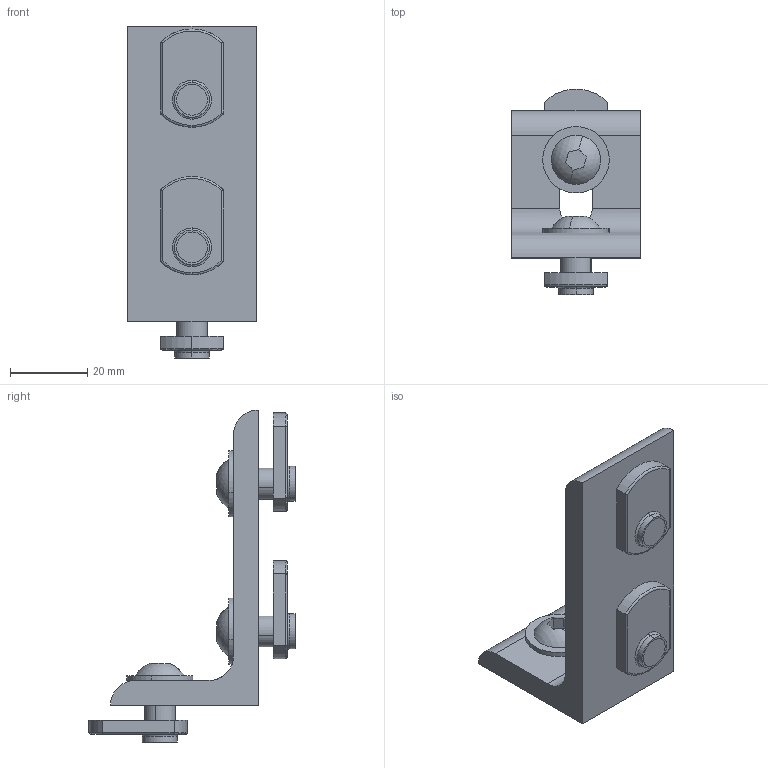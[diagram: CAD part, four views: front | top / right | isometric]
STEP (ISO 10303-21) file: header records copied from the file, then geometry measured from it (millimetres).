
FILE_DESCRIPTION (( 'STEP AP203' ), '1' );
FILE_NAME ('653128.SLDASM.step', '2003-10-13T11:25:19', ( 'Jerry Winters' ), ( 'GoEngineer' ), 'SwSTEP 2.0', 'SolidWorks 2003174', '' );
FILE_SCHEMA (( 'CONFIG_CONTROL_DESIGN' ));
Length unit declared in the file: inch
Products named in the file (5): 653128.SLDASM; Inside Corner Brackets (SLOT)_653128; 651129; 651097; FBHSCS_651134
Assembly tree (6 placements, depth 3):
  653128.SLDASM
    651129  x3
      651097
      FBHSCS_651134
    Inside Corner Brackets (SLOT)_653128
Bounding box: 33.27 x 53.21 x 85.72 mm (x, y, z)
Volume: 28230 mm3; surface area: 15158.7 mm2
Topology: 7 solids, 7 shells, 123 faces, 274 edges, 173 vertices
Faces by surface type: plane 53, cylinder 49, torus 15, sphere 6
Entity records: 2193 total; most frequent: CARTESIAN_POINT 323, DIRECTION 304, ORIENTED_EDGE 248, EDGE_CURVE 124, AXIS2_PLACEMENT_3D 122, VERTEX_POINT 79, EDGE_LOOP 63, LINE 60
